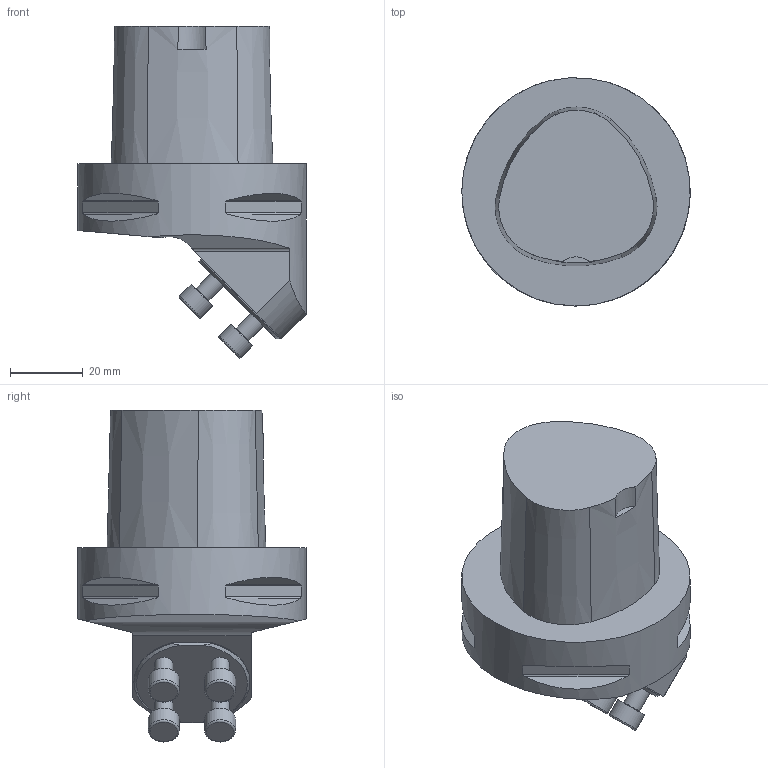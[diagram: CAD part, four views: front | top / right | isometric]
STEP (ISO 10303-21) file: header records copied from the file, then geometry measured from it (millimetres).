
FILE_DESCRIPTION(/* description */ (''),/* implementation_level */ '2;1');
FILE_NAME(/* name */ '1524226885073.stp',/* time_stamp */ '2018-04-20T14:21:34+02:00',/* author */ (''),/* organization */ ('SMS'),/* preprocessor_version */ 'ST-DEVELOPER v15',/* originating_system */ 'SIEMENS PLM Software NX 8.5',/* authorisation */ '');
FILE_SCHEMA (('AUTOMOTIVE_DESIGN { 1 0 10303 214 3 1 1 1 }'));
Length unit declared in the file: millimetre
Products named in the file (1): 112030406mod000_00
Bounding box: 63 x 62.97 x 91.58 mm (x, y, z)
Volume: 135408.3 mm3; surface area: 18517.4 mm2
Topology: 1 solids, 1 shells, 69 faces, 162 edges, 111 vertices
Faces by surface type: plane 31, cylinder 23, torus 8, cone 7
Full cylindrical faces by diameter (mm): 5 x4, 8.5 x4, 63 x1
Entity records: 2137 total; most frequent: CARTESIAN_POINT 618, DIRECTION 314, ORIENTED_EDGE 266, EDGE_CURVE 133, AXIS2_PLACEMENT_3D 133, EDGE_LOOP 100, VERTEX_POINT 97, ADVANCED_FACE 69
